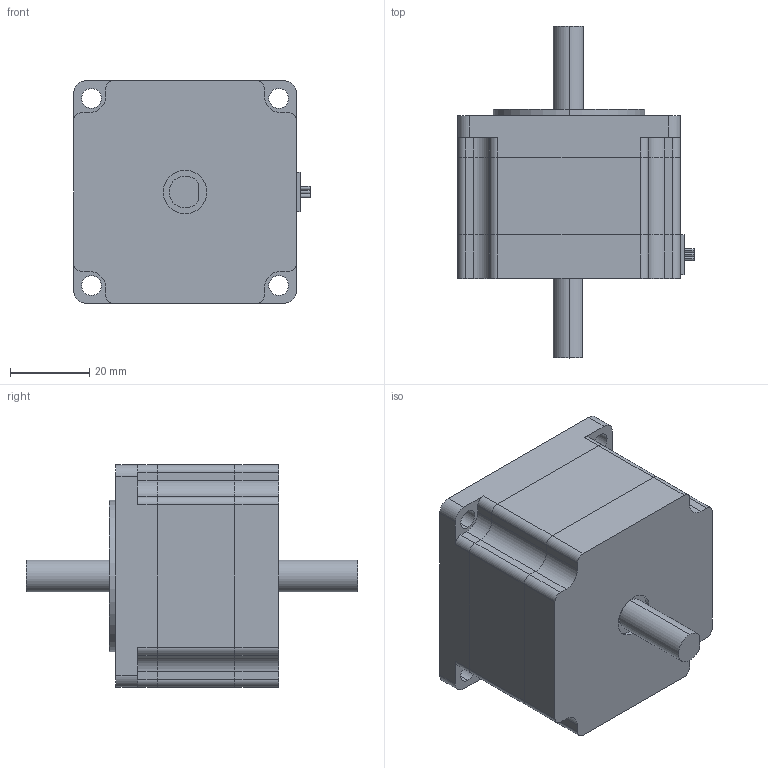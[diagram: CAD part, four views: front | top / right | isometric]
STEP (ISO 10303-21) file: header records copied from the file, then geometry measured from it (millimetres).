
FILE_DESCRIPTION (( 'STEP AP214' ), '1' );
FILE_NAME ('57HS4120B4D8.STEP', '2022-12-21T06:15:23', ( 'Windows User' ), ( 'P R C' ), 'SwSTEP 2.0', 'SolidWorks 2021', '' );
FILE_SCHEMA (( 'AUTOMOTIVE_DESIGN' ));
Length unit declared in the file: millimetre
Products named in the file (4): 57HS4120B4D8; 57步进上端盖含20厘米D8轴; 57祭輛儂旯; 57祭輛綴傷裔湍21MM粣
Assembly tree (3 placements, depth 2):
  57HS4120B4D8
    57祭輛儂旯
    57祭輛綴傷裔湍21MM粣
    57步进上端盖含20厘米D8轴
Bounding box: 59.5 x 83.6 x 56 mm (x, y, z)
Volume: 44728.6 mm3; surface area: 33974.6 mm2
Topology: 3 solids, 3 shells, 167 faces, 438 edges, 292 vertices
Faces by surface type: plane 91, cylinder 76
Entity records: 5567 total; most frequent: DIRECTION 936, CARTESIAN_POINT 903, ORIENTED_EDGE 876, EDGE_CURVE 438, AXIS2_PLACEMENT_3D 325, VERTEX_POINT 292, VECTOR 286, LINE 286
